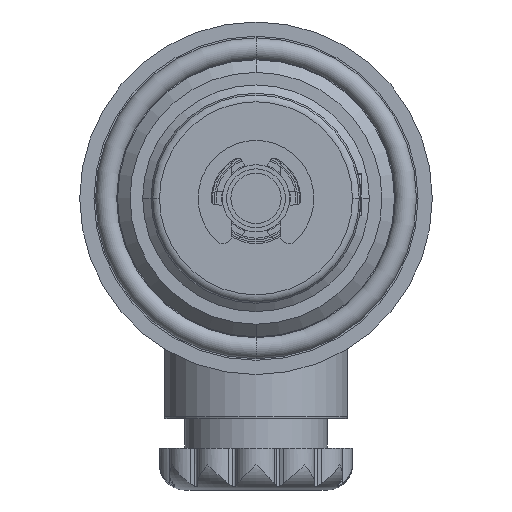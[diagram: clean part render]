
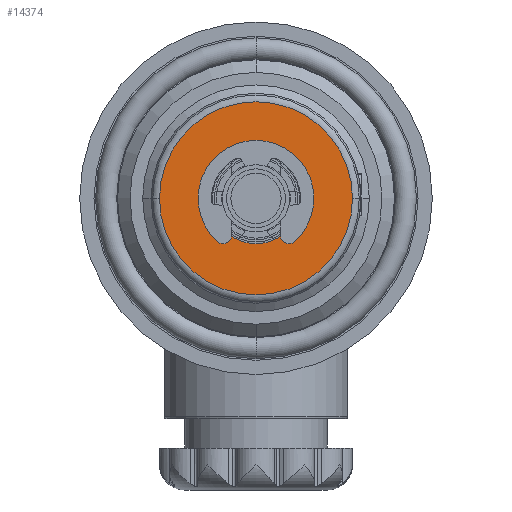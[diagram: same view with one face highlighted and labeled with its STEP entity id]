
A CAD part, front view. The second image highlights one B-rep face of the part: STEP entity #14374.
In plain terms, the highlighted planar face has unit normal (0, -1, 0).
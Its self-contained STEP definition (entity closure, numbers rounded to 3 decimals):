
#94 = EDGE_CURVE ( 'NONE', #13194, #13894, #23411, .T. ) ;
#146 = CARTESIAN_POINT ( 'NONE',  ( 0., -141.95, 0. ) ) ;
#499 = CIRCLE ( 'NONE', #12336, 5.401 ) ;
#1465 = ORIENTED_EDGE ( 'NONE', *, *, #94, .T. ) ;
#1578 = VERTEX_POINT ( 'NONE', #18080 ) ;
#2116 = ORIENTED_EDGE ( 'NONE', *, *, #23583, .F. ) ;
#3845 = EDGE_CURVE ( 'NONE', #1578, #14243, #17780, .T. ) ;
#4636 = DIRECTION ( 'NONE',  ( 0., -1., 0. ) ) ;
#5706 = ORIENTED_EDGE ( 'NONE', *, *, #23147, .T. ) ;
#6107 = CARTESIAN_POINT ( 'NONE',  ( 5.401, -141.95, 0. ) ) ;
#6146 = CARTESIAN_POINT ( 'NONE',  ( 11.5, -141.95, 0. ) ) ;
#6915 = AXIS2_PLACEMENT_3D ( 'NONE', #10000, #23516, #20884 ) ;
#8145 = DIRECTION ( 'NONE',  ( -1., 0., 0. ) ) ;
#8820 = FACE_OUTER_BOUND ( 'NONE', #21023, .T. ) ;
#9299 = AXIS2_PLACEMENT_3D ( 'NONE', #146, #19072, #8145 ) ;
#10000 = CARTESIAN_POINT ( 'NONE',  ( 0., -141.95, -11.5 ) ) ;
#10961 = AXIS2_PLACEMENT_3D ( 'NONE', #13026, #21970, #26512 ) ;
#12336 = AXIS2_PLACEMENT_3D ( 'NONE', #25972, #19090, #24210 ) ;
#13026 = CARTESIAN_POINT ( 'NONE',  ( 0., -141.95, 0. ) ) ;
#13194 = VERTEX_POINT ( 'NONE', #6146 ) ;
#13894 = VERTEX_POINT ( 'NONE', #16280 ) ;
#14243 = VERTEX_POINT ( 'NONE', #6107 ) ;
#14374 = ADVANCED_FACE ( 'NONE', ( #8820, #17816 ), #17950, .T. ) ;
#16280 = CARTESIAN_POINT ( 'NONE',  ( -11.5, -141.95, 0. ) ) ;
#16464 = DIRECTION ( 'NONE',  ( -1., 0., 0. ) ) ;
#17780 = CIRCLE ( 'NONE', #9299, 5.401 ) ;
#17816 = FACE_BOUND ( 'NONE', #18786, .T. ) ;
#17950 = PLANE ( 'NONE',  #6915 ) ;
#18080 = CARTESIAN_POINT ( 'NONE',  ( -5.401, -141.95, 0. ) ) ;
#18786 = EDGE_LOOP ( 'NONE', ( #23564, #2116 ) ) ;
#19072 = DIRECTION ( 'NONE',  ( 0., -1., 0. ) ) ;
#19090 = DIRECTION ( 'NONE',  ( 0., -1., 0. ) ) ;
#19200 = AXIS2_PLACEMENT_3D ( 'NONE', #27175, #4636, #16464 ) ;
#20884 = DIRECTION ( 'NONE',  ( -1., 0., 0. ) ) ;
#21023 = EDGE_LOOP ( 'NONE', ( #5706, #1465 ) ) ;
#21970 = DIRECTION ( 'NONE',  ( 0., -1., 0. ) ) ;
#23147 = EDGE_CURVE ( 'NONE', #13894, #13194, #28303, .T. ) ;
#23411 = CIRCLE ( 'NONE', #19200, 11.5 ) ;
#23516 = DIRECTION ( 'NONE',  ( 0., -1., 0. ) ) ;
#23564 = ORIENTED_EDGE ( 'NONE', *, *, #3845, .F. ) ;
#23583 = EDGE_CURVE ( 'NONE', #14243, #1578, #499, .T. ) ;
#24210 = DIRECTION ( 'NONE',  ( -1., 0., 0. ) ) ;
#25972 = CARTESIAN_POINT ( 'NONE',  ( 0., -141.95, 0. ) ) ;
#26512 = DIRECTION ( 'NONE',  ( -1., 0., 0. ) ) ;
#27175 = CARTESIAN_POINT ( 'NONE',  ( 0., -141.95, 0. ) ) ;
#28303 = CIRCLE ( 'NONE', #10961, 11.5 ) ;
